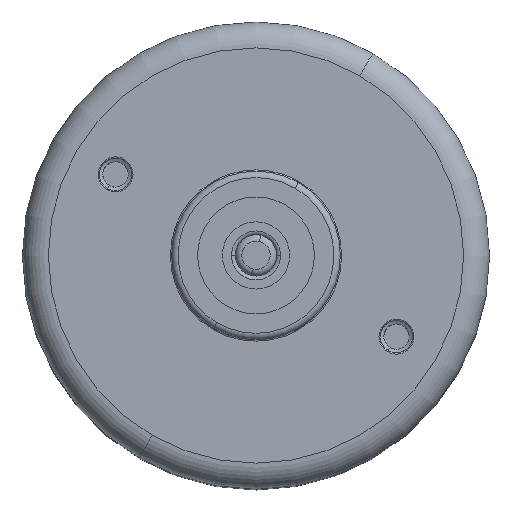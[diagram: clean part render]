
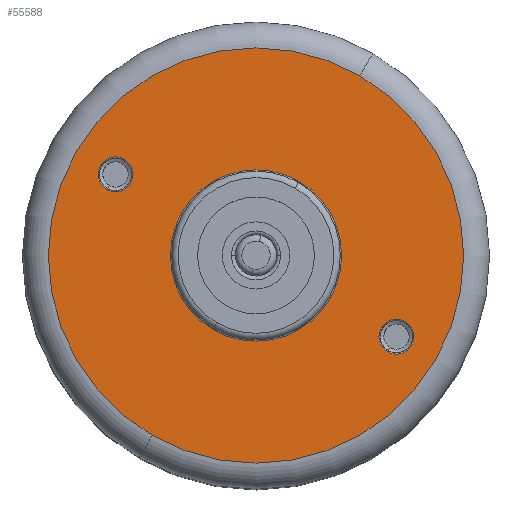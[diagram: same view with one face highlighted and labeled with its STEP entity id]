
A CAD part, top view. The second image highlights one B-rep face of the part: STEP entity #55588.
In plain terms, the highlighted face is planar.
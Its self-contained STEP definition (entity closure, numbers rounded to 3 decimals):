
#53 = AXIS2_PLACEMENT_3D ( 'NONE', #26606, #37421, #47890 ) ;
#2209 = EDGE_CURVE ( 'NONE', #24350, #41557, #10116, .T. ) ;
#2416 = DIRECTION ( 'NONE',  ( -1., 0., 0. ) ) ;
#2455 = EDGE_LOOP ( 'NONE', ( #26082, #53353 ) ) ;
#2693 = VERTEX_POINT ( 'NONE', #49577 ) ;
#3225 = CARTESIAN_POINT ( 'NONE',  ( 25., 12.5, 1.35 ) ) ;
#5713 = CARTESIAN_POINT ( 'NONE',  ( 25., -12.5, -1.35 ) ) ;
#7181 = DIRECTION ( 'NONE',  ( 0., 0., 1. ) ) ;
#8542 = DIRECTION ( 'NONE',  ( -1., 0., 0. ) ) ;
#10116 = CIRCLE ( 'NONE', #13464, 1.35 ) ;
#10542 = ORIENTED_EDGE ( 'NONE', *, *, #27564, .T. ) ;
#11865 = VERTEX_POINT ( 'NONE', #3225 ) ;
#12125 = DIRECTION ( 'NONE',  ( 0., 0., 1. ) ) ;
#12232 = CARTESIAN_POINT ( 'NONE',  ( 25., 0., -16. ) ) ;
#13162 = CARTESIAN_POINT ( 'NONE',  ( 25., 0., 16. ) ) ;
#13464 = AXIS2_PLACEMENT_3D ( 'NONE', #61583, #8542, #7181 ) ;
#15176 = CARTESIAN_POINT ( 'NONE',  ( 25., 6.5, 0. ) ) ;
#15720 = CIRCLE ( 'NONE', #58040, 16. ) ;
#16548 = FACE_OUTER_BOUND ( 'NONE', #2455, .T. ) ;
#19101 = EDGE_LOOP ( 'NONE', ( #26183, #23406 ) ) ;
#19502 = DIRECTION ( 'NONE',  ( 0., 0., 1. ) ) ;
#19629 = AXIS2_PLACEMENT_3D ( 'NONE', #25980, #63313, #25652 ) ;
#21095 = AXIS2_PLACEMENT_3D ( 'NONE', #15176, #64341, #57726 ) ;
#22244 = DIRECTION ( 'NONE',  ( -1., 0., 0. ) ) ;
#23406 = ORIENTED_EDGE ( 'NONE', *, *, #26713, .T. ) ;
#24350 = VERTEX_POINT ( 'NONE', #62458 ) ;
#24521 = ORIENTED_EDGE ( 'NONE', *, *, #51913, .T. ) ;
#25422 = EDGE_LOOP ( 'NONE', ( #24521, #64960 ) ) ;
#25652 = DIRECTION ( 'NONE',  ( 0., 0., 1. ) ) ;
#25980 = CARTESIAN_POINT ( 'NONE',  ( 25., 12.5, 0. ) ) ;
#26082 = ORIENTED_EDGE ( 'NONE', *, *, #30493, .F. ) ;
#26183 = ORIENTED_EDGE ( 'NONE', *, *, #2209, .T. ) ;
#26479 = DIRECTION ( 'NONE',  ( -1., 0., 0. ) ) ;
#26606 = CARTESIAN_POINT ( 'NONE',  ( 25., 12.5, 0. ) ) ;
#26672 = FACE_BOUND ( 'NONE', #19101, .T. ) ;
#26713 = EDGE_CURVE ( 'NONE', #41557, #24350, #48931, .T. ) ;
#27012 = ORIENTED_EDGE ( 'NONE', *, *, #51283, .T. ) ;
#27564 = EDGE_CURVE ( 'NONE', #50153, #60698, #57746, .T. ) ;
#27656 = AXIS2_PLACEMENT_3D ( 'NONE', #34130, #2416, #34815 ) ;
#30493 = EDGE_CURVE ( 'NONE', #31190, #42013, #15720, .T. ) ;
#31190 = VERTEX_POINT ( 'NONE', #13162 ) ;
#32976 = DIRECTION ( 'NONE',  ( 0., 0., 1. ) ) ;
#34130 = CARTESIAN_POINT ( 'NONE',  ( 25., 0., 0. ) ) ;
#34495 = DIRECTION ( 'NONE',  ( -1., 0., 0. ) ) ;
#34815 = DIRECTION ( 'NONE',  ( 0., 0., 1. ) ) ;
#34861 = CIRCLE ( 'NONE', #57113, 16. ) ;
#35547 = AXIS2_PLACEMENT_3D ( 'NONE', #48073, #22244, #12125 ) ;
#36830 = CARTESIAN_POINT ( 'NONE',  ( 25., 0., 6.6 ) ) ;
#37421 = DIRECTION ( 'NONE',  ( -1., 0., 0. ) ) ;
#38891 = CARTESIAN_POINT ( 'NONE',  ( 25., 0., 0. ) ) ;
#41557 = VERTEX_POINT ( 'NONE', #5713 ) ;
#42013 = VERTEX_POINT ( 'NONE', #12232 ) ;
#43069 = FACE_BOUND ( 'NONE', #68807, .T. ) ;
#44153 = DIRECTION ( 'NONE',  ( -1., 0., 0. ) ) ;
#46025 = EDGE_CURVE ( 'NONE', #42013, #31190, #34861, .T. ) ;
#47490 = CIRCLE ( 'NONE', #19629, 1.35 ) ;
#47764 = DIRECTION ( 'NONE',  ( 0., 0., 1. ) ) ;
#47890 = DIRECTION ( 'NONE',  ( 0., 0., 1. ) ) ;
#48073 = CARTESIAN_POINT ( 'NONE',  ( 25., -12.5, 0. ) ) ;
#48931 = CIRCLE ( 'NONE', #35547, 1.35 ) ;
#49339 = CARTESIAN_POINT ( 'NONE',  ( 25., 0., -6.6 ) ) ;
#49577 = CARTESIAN_POINT ( 'NONE',  ( 25., 12.5, -1.35 ) ) ;
#49594 = AXIS2_PLACEMENT_3D ( 'NONE', #38891, #44153, #32976 ) ;
#50153 = VERTEX_POINT ( 'NONE', #36830 ) ;
#51283 = EDGE_CURVE ( 'NONE', #60698, #50153, #62983, .T. ) ;
#51913 = EDGE_CURVE ( 'NONE', #11865, #2693, #47490, .T. ) ;
#52335 = CIRCLE ( 'NONE', #53, 1.35 ) ;
#53353 = ORIENTED_EDGE ( 'NONE', *, *, #46025, .F. ) ;
#55588 = ADVANCED_FACE ( 'NONE', ( #43069, #26672, #62966, #16548 ), #59112, .F. ) ;
#57113 = AXIS2_PLACEMENT_3D ( 'NONE', #57893, #26479, #47764 ) ;
#57726 = DIRECTION ( 'NONE',  ( 0., 0., 1. ) ) ;
#57746 = CIRCLE ( 'NONE', #27656, 6.6 ) ;
#57893 = CARTESIAN_POINT ( 'NONE',  ( 25., 0., 0. ) ) ;
#57955 = EDGE_CURVE ( 'NONE', #2693, #11865, #52335, .T. ) ;
#58040 = AXIS2_PLACEMENT_3D ( 'NONE', #67299, #34495, #19502 ) ;
#59112 = PLANE ( 'NONE',  #21095 ) ;
#60698 = VERTEX_POINT ( 'NONE', #49339 ) ;
#61583 = CARTESIAN_POINT ( 'NONE',  ( 25., -12.5, 0. ) ) ;
#62458 = CARTESIAN_POINT ( 'NONE',  ( 25., -12.5, 1.35 ) ) ;
#62966 = FACE_BOUND ( 'NONE', #25422, .T. ) ;
#62983 = CIRCLE ( 'NONE', #49594, 6.6 ) ;
#63313 = DIRECTION ( 'NONE',  ( -1., 0., 0. ) ) ;
#64341 = DIRECTION ( 'NONE',  ( -1., 0., 0. ) ) ;
#64960 = ORIENTED_EDGE ( 'NONE', *, *, #57955, .T. ) ;
#67299 = CARTESIAN_POINT ( 'NONE',  ( 25., 0., 0. ) ) ;
#68807 = EDGE_LOOP ( 'NONE', ( #10542, #27012 ) ) ;
